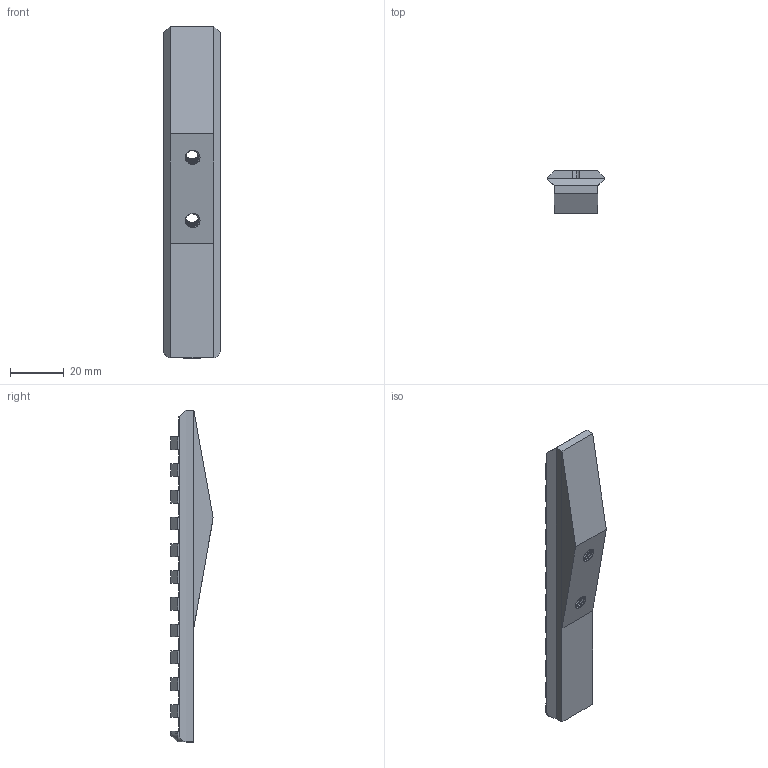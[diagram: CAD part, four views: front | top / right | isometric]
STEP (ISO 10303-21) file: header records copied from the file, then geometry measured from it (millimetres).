
FILE_DESCRIPTION(('FreeCAD Model'),'2;1');
FILE_NAME('Open CASCADE Shape Model','2024-12-13T10:21:14',(''),(''), 'Open CASCADE STEP processor 7.6','FreeCAD','Unknown');
FILE_SCHEMA(('AUTOMOTIVE_DESIGN { 1 0 10303 214 1 1 1 1 }'));
Length unit declared in the file: millimetre
Products named in the file (1): picatiny rail 10deg
Bounding box: 21.21 x 15.82 x 124.12 mm (x, y, z)
Volume: 19441.4 mm3; surface area: 9046.2 mm2
Topology: 1 solids, 1 shells, 224 faces, 615 edges, 392 vertices
Faces by surface type: bspline 186, cylinder 31, plane 7
Full cylindrical faces by diameter (mm): 5.026 x19
Entity records: 20029 total; most frequent: CARTESIAN_POINT 15560, ORIENTED_EDGE 1230, EDGE_CURVE 615, VERTEX_POINT 392, DIRECTION 368, B_SPLINE_CURVE_WITH_KNOTS 333, LINE 274, VECTOR 274
